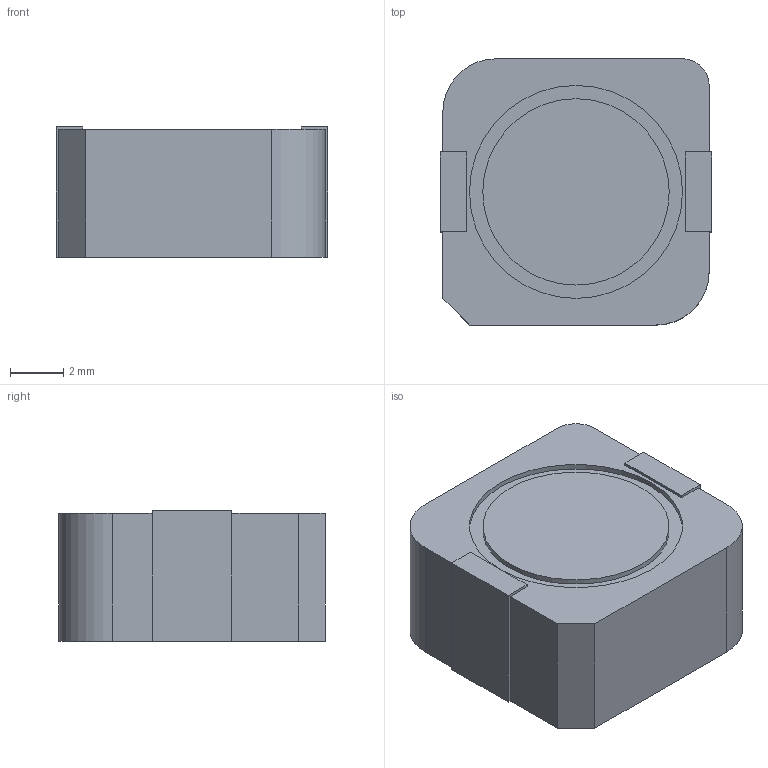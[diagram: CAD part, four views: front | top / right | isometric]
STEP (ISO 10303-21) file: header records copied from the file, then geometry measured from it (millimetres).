
FILE_DESCRIPTION(('FreeCAD Model'),'2;1');
FILE_NAME('Open CASCADE Shape Model','2021-07-11T22:06:33',('Author'),( ''),'Open CASCADE STEP processor 7.4','FreeCAD','Unknown');
FILE_SCHEMA(('AUTOMOTIVE_DESIGN { 1 0 10303 214 1 1 1 1 }'));
Length unit declared in the file: millimetre
Products named in the file (1): Body
Bounding box: 10.2 x 10 x 4.9 mm (x, y, z)
Volume: 469.5 mm3; surface area: 388.2 mm2
Topology: 1 solids, 1 shells, 30 faces, 74 edges, 48 vertices
Faces by surface type: plane 25, cylinder 5
Full cylindrical faces by diameter (mm): 7 x1, 8 x1
Entity records: 1884 total; most frequent: CARTESIAN_POINT 349, DIRECTION 286, LINE 202, VECTOR 202, ORIENTED_EDGE 148, PCURVE 148, DEFINITIONAL_REPRESENTATION 148, EDGE_CURVE 74
